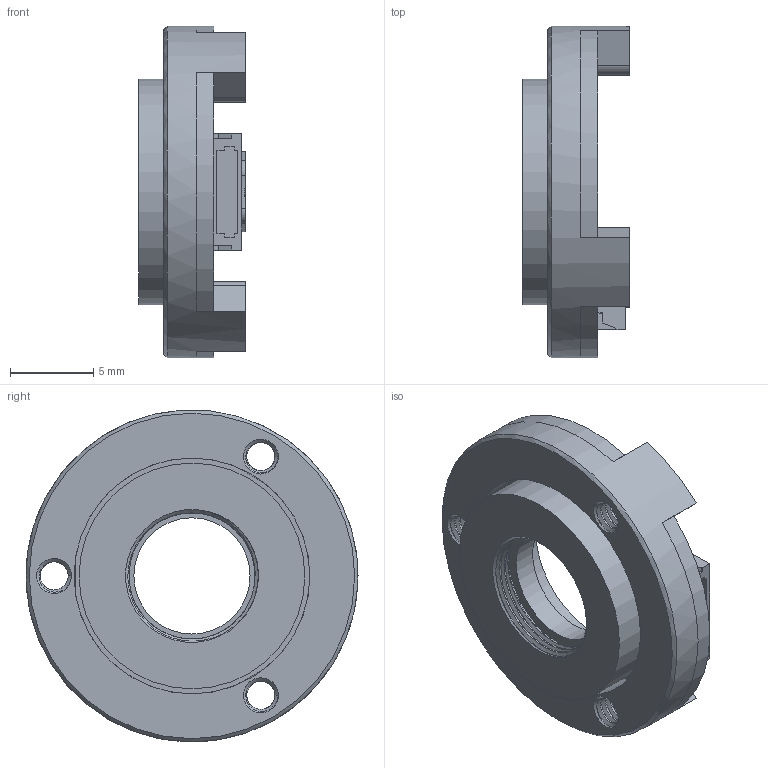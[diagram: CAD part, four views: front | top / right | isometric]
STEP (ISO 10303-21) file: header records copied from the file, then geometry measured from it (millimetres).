
FILE_DESCRIPTION (( 'STEP AP214' ), '1' );
FILE_NAME ('MPT-8-20H.step', '2024-12-10T16:09:02', ( '' ), ( '' ), 'SwSTEP 2.0', 'SolidWorks 2022', '' );
FILE_SCHEMA (( 'AUTOMOTIVE_DESIGN' ));
Length unit declared in the file: millimetre
Products named in the file (1): MPT-8-20H
Bounding box: 6.4 x 20 x 19.99 mm (x, y, z)
Volume: 879.1 mm3; surface area: 1900.7 mm2
Topology: 5 solids, 5 shells, 492 faces, 1321 edges, 875 vertices
Faces by surface type: plane 264, bspline 163, cylinder 56, cone 9
Full cylindrical faces by diameter (mm): 7 x1, 8.2 x1, 9.6 x1, 11.2 x2, 12.8 x2, 13.6 x1, 14.2 x1, 20 x1
Entity records: 24487 total; most frequent: CARTESIAN_POINT 9951, ORIENTED_EDGE 2588, DIRECTION 1739, EDGE_CURVE 1294, VERTEX_POINT 866, LINE 819, VECTOR 819, EDGE_LOOP 560
